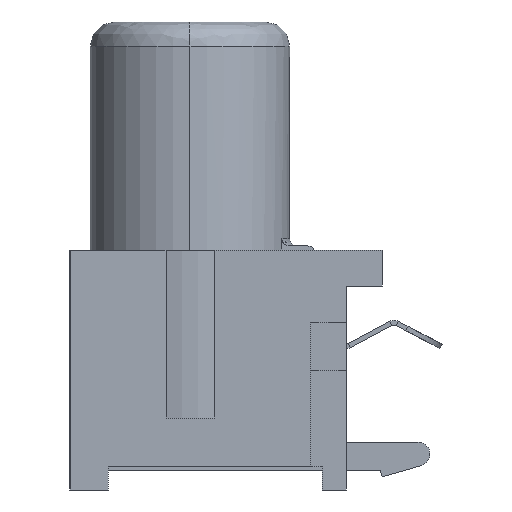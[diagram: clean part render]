
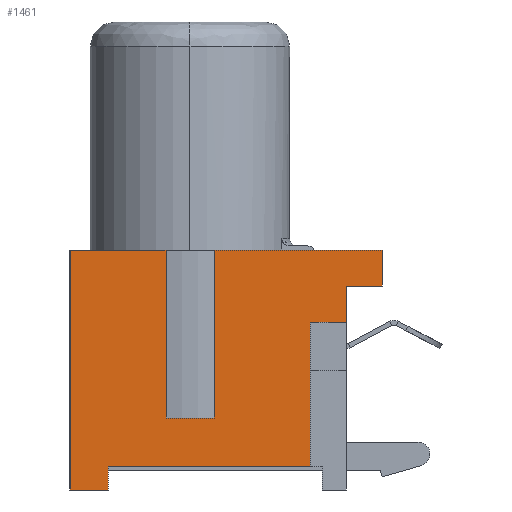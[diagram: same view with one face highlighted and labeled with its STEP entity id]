
A CAD part, left-side view. The second image highlights one B-rep face of the part: STEP entity #1461.
In plain terms, the highlighted planar face has unit normal (-1, 0, 0).
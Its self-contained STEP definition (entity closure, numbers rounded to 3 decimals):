
#10 = EDGE_CURVE ( 'NONE', #2112, #3028, #2096, .T. ) ;
#49 = CARTESIAN_POINT ( 'NONE',  ( -5., 11.5, -9.5 ) ) ;
#158 = LINE ( 'NONE', #2135, #1500 ) ;
#160 = VERTEX_POINT ( 'NONE', #3096 ) ;
#176 = CARTESIAN_POINT ( 'NONE',  ( -5., 1.5, -18.5 ) ) ;
#180 = CARTESIAN_POINT ( 'NONE',  ( -5., 11.5, -12.5 ) ) ;
#224 = ORIENTED_EDGE ( 'NONE', *, *, #3007, .F. ) ;
#261 = VERTEX_POINT ( 'NONE', #3009 ) ;
#272 = ORIENTED_EDGE ( 'NONE', *, *, #1852, .F. ) ;
#300 = LINE ( 'NONE', #508, #2711 ) ;
#303 = ORIENTED_EDGE ( 'NONE', *, *, #10, .F. ) ;
#331 = VERTEX_POINT ( 'NONE', #748 ) ;
#335 = CARTESIAN_POINT ( 'NONE',  ( -5., 0., -11. ) ) ;
#341 = ORIENTED_EDGE ( 'NONE', *, *, #2727, .F. ) ;
#484 = DIRECTION ( 'NONE',  ( 0., 0., -1. ) ) ;
#493 = EDGE_CURVE ( 'NONE', #854, #2206, #1015, .T. ) ;
#508 = CARTESIAN_POINT ( 'NONE',  ( -5., 0., -9.5 ) ) ;
#532 = VERTEX_POINT ( 'NONE', #1970 ) ;
#552 = CARTESIAN_POINT ( 'NONE',  ( -5., 5.5, -16.5 ) ) ;
#583 = CARTESIAN_POINT ( 'NONE',  ( -5., 0., -19.5 ) ) ;
#609 = DIRECTION ( 'NONE',  ( 0., 0., -1. ) ) ;
#747 = FACE_OUTER_BOUND ( 'NONE', #1237, .T. ) ;
#748 = CARTESIAN_POINT ( 'NONE',  ( -5., -1.5, -11. ) ) ;
#779 = CARTESIAN_POINT ( 'NONE',  ( -5., 9.9, -19.5 ) ) ;
#815 = ORIENTED_EDGE ( 'NONE', *, *, #1021, .F. ) ;
#816 = CARTESIAN_POINT ( 'NONE',  ( -5., 9.9, -18.5 ) ) ;
#837 = VERTEX_POINT ( 'NONE', #552 ) ;
#854 = VERTEX_POINT ( 'NONE', #1381 ) ;
#908 = VECTOR ( 'NONE', #1388, 1000. ) ;
#910 = VECTOR ( 'NONE', #2041, 1000. ) ;
#912 = DIRECTION ( 'NONE',  ( 1., 0., 0. ) ) ;
#1015 = LINE ( 'NONE', #2456, #2296 ) ;
#1021 = EDGE_CURVE ( 'NONE', #837, #160, #1908, .T. ) ;
#1154 = LINE ( 'NONE', #2266, #1241 ) ;
#1189 = ORIENTED_EDGE ( 'NONE', *, *, #493, .T. ) ;
#1237 = EDGE_LOOP ( 'NONE', ( #2637, #3336, #2856, #2625, #2667, #303, #272, #2738, #1278, #1189, #224, #3250, #341, #815 ) ) ;
#1241 = VECTOR ( 'NONE', #3340, 1000. ) ;
#1278 = ORIENTED_EDGE ( 'NONE', *, *, #2378, .F. ) ;
#1291 = DIRECTION ( 'NONE',  ( 0., -1., 0. ) ) ;
#1381 = CARTESIAN_POINT ( 'NONE',  ( -5., 0., -12.5 ) ) ;
#1388 = DIRECTION ( 'NONE',  ( 0., 0., 1. ) ) ;
#1389 = DIRECTION ( 'NONE',  ( 0., 0., 1. ) ) ;
#1461 = ADVANCED_FACE ( 'NONE', ( #747 ), #2088, .F. ) ;
#1470 = DIRECTION ( 'NONE',  ( 0., 0., 1. ) ) ;
#1500 = VECTOR ( 'NONE', #2935, 1000. ) ;
#1539 = CARTESIAN_POINT ( 'NONE',  ( -5., 7.5, -9.5 ) ) ;
#1542 = VECTOR ( 'NONE', #1679, 1000. ) ;
#1585 = EDGE_CURVE ( 'NONE', #3411, #2143, #2638, .T. ) ;
#1657 = DIRECTION ( 'NONE',  ( 0., 0., -1. ) ) ;
#1679 = DIRECTION ( 'NONE',  ( 0., 0., -1. ) ) ;
#1692 = AXIS2_PLACEMENT_3D ( 'NONE', #3027, #912, #484 ) ;
#1709 = EDGE_CURVE ( 'NONE', #532, #2926, #2396, .T. ) ;
#1710 = LINE ( 'NONE', #2288, #910 ) ;
#1852 = EDGE_CURVE ( 'NONE', #2926, #2112, #2675, .T. ) ;
#1903 = CARTESIAN_POINT ( 'NONE',  ( -5., 11.5, -9.5 ) ) ;
#1908 = LINE ( 'NONE', #2289, #2607 ) ;
#1921 = VECTOR ( 'NONE', #1657, 1000. ) ;
#1970 = CARTESIAN_POINT ( 'NONE',  ( -5., 1.5, -12.5 ) ) ;
#1993 = VECTOR ( 'NONE', #2619, 1000. ) ;
#2034 = VECTOR ( 'NONE', #2882, 1000. ) ;
#2038 = VECTOR ( 'NONE', #609, 1000. ) ;
#2039 = CARTESIAN_POINT ( 'NONE',  ( -5., 11.5, -19.5 ) ) ;
#2041 = DIRECTION ( 'NONE',  ( 0., 0., -1. ) ) ;
#2088 = PLANE ( 'NONE',  #1692 ) ;
#2096 = LINE ( 'NONE', #3223, #1921 ) ;
#2112 = VERTEX_POINT ( 'NONE', #816 ) ;
#2135 = CARTESIAN_POINT ( 'NONE',  ( -5., 5.5, -16.5 ) ) ;
#2143 = VERTEX_POINT ( 'NONE', #49 ) ;
#2151 = LINE ( 'NONE', #180, #2237 ) ;
#2194 = CARTESIAN_POINT ( 'NONE',  ( -5., 1.5, -9.5 ) ) ;
#2206 = VERTEX_POINT ( 'NONE', #335 ) ;
#2237 = VECTOR ( 'NONE', #2833, 1000. ) ;
#2266 = CARTESIAN_POINT ( 'NONE',  ( -5., 0., -9.5 ) ) ;
#2288 = CARTESIAN_POINT ( 'NONE',  ( -5., 7.5, -16.5 ) ) ;
#2289 = CARTESIAN_POINT ( 'NONE',  ( -5., 5.5, -16.5 ) ) ;
#2296 = VECTOR ( 'NONE', #1389, 1000. ) ;
#2352 = VERTEX_POINT ( 'NONE', #1539 ) ;
#2378 = EDGE_CURVE ( 'NONE', #854, #532, #2151, .T. ) ;
#2379 = EDGE_CURVE ( 'NONE', #2352, #3306, #1710, .T. ) ;
#2396 = LINE ( 'NONE', #2194, #1542 ) ;
#2453 = CARTESIAN_POINT ( 'NONE',  ( -5., 7.5, -16.5 ) ) ;
#2456 = CARTESIAN_POINT ( 'NONE',  ( -5., 0., -9.5 ) ) ;
#2457 = CARTESIAN_POINT ( 'NONE',  ( -5., -1.5, -11. ) ) ;
#2559 = EDGE_CURVE ( 'NONE', #3306, #837, #158, .T. ) ;
#2561 = LINE ( 'NONE', #3196, #2034 ) ;
#2599 = EDGE_CURVE ( 'NONE', #261, #331, #3083, .T. ) ;
#2607 = VECTOR ( 'NONE', #1470, 1000. ) ;
#2619 = DIRECTION ( 'NONE',  ( 0., 1., 0. ) ) ;
#2625 = ORIENTED_EDGE ( 'NONE', *, *, #1585, .F. ) ;
#2636 = LINE ( 'NONE', #583, #2859 ) ;
#2637 = ORIENTED_EDGE ( 'NONE', *, *, #2559, .F. ) ;
#2638 = LINE ( 'NONE', #1903, #908 ) ;
#2667 = ORIENTED_EDGE ( 'NONE', *, *, #2696, .T. ) ;
#2675 = LINE ( 'NONE', #3177, #1993 ) ;
#2696 = EDGE_CURVE ( 'NONE', #3411, #3028, #2636, .T. ) ;
#2711 = VECTOR ( 'NONE', #1291, 1000. ) ;
#2727 = EDGE_CURVE ( 'NONE', #160, #261, #1154, .T. ) ;
#2738 = ORIENTED_EDGE ( 'NONE', *, *, #1709, .F. ) ;
#2833 = DIRECTION ( 'NONE',  ( 0., 1., 0. ) ) ;
#2856 = ORIENTED_EDGE ( 'NONE', *, *, #3063, .F. ) ;
#2859 = VECTOR ( 'NONE', #2997, 1000. ) ;
#2882 = DIRECTION ( 'NONE',  ( 0., 1., 0. ) ) ;
#2926 = VERTEX_POINT ( 'NONE', #176 ) ;
#2935 = DIRECTION ( 'NONE',  ( 0., -1., 0. ) ) ;
#2997 = DIRECTION ( 'NONE',  ( 0., -1., 0. ) ) ;
#3007 = EDGE_CURVE ( 'NONE', #331, #2206, #2561, .T. ) ;
#3009 = CARTESIAN_POINT ( 'NONE',  ( -5., -1.5, -9.5 ) ) ;
#3027 = CARTESIAN_POINT ( 'NONE',  ( -5., 11.5, -9.5 ) ) ;
#3028 = VERTEX_POINT ( 'NONE', #779 ) ;
#3063 = EDGE_CURVE ( 'NONE', #2143, #2352, #300, .T. ) ;
#3083 = LINE ( 'NONE', #2457, #2038 ) ;
#3096 = CARTESIAN_POINT ( 'NONE',  ( -5., 5.5, -9.5 ) ) ;
#3177 = CARTESIAN_POINT ( 'NONE',  ( -5., 11.5, -18.5 ) ) ;
#3196 = CARTESIAN_POINT ( 'NONE',  ( -5., 11.5, -11. ) ) ;
#3223 = CARTESIAN_POINT ( 'NONE',  ( -5., 9.9, -18.5 ) ) ;
#3250 = ORIENTED_EDGE ( 'NONE', *, *, #2599, .F. ) ;
#3306 = VERTEX_POINT ( 'NONE', #2453 ) ;
#3336 = ORIENTED_EDGE ( 'NONE', *, *, #2379, .F. ) ;
#3340 = DIRECTION ( 'NONE',  ( 0., -1., 0. ) ) ;
#3411 = VERTEX_POINT ( 'NONE', #2039 ) ;
